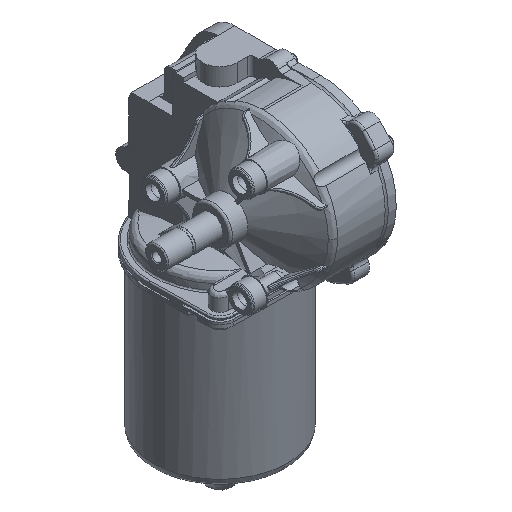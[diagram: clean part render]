
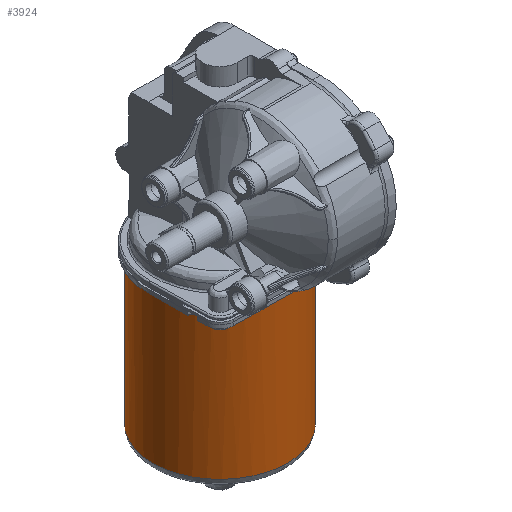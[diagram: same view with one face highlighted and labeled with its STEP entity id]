
A CAD part, isometric view. The second image highlights one B-rep face of the part: STEP entity #3924.
In plain terms, the highlighted cylindrical face has radius 29.599 mm (diameter 59.199 mm), a full revolution.
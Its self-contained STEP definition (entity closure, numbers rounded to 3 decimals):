
#3241 = EDGE_CURVE('',#3242,#3244,#3246,.T.);
#3242 = VERTEX_POINT('',#3243);
#3243 = CARTESIAN_POINT('',(24.999,60.6,-108.318
    ));
#3244 = VERTEX_POINT('',#3245);
#3245 = CARTESIAN_POINT('',(24.999,1.401,-108.318)
  );
#3246 = B_SPLINE_CURVE_WITH_KNOTS('',3,(#3247,#3248,#3249,#3250,#3251,
    #3252,#3253,#3254,#3255,#3256,#3257,#3258,#3259,#3260,#3261,#3262,
    #3263,#3264,#3265,#3266,#3267,#3268,#3269,#3270,#3271,#3272,#3273,
    #3274,#3275,#3276,#3277,#3278,#3279,#3280),.UNSPECIFIED.,.F.,.F.,(4,
    2,2,2,2,2,2,2,2,2,2,2,2,2,2,2,4),(0.,0.063,0.125,0.188,0.25,
    0.313,0.375,0.438,0.5,0.563,0.625,0.688,0.75,0.813,0.875,0.938
    ,1.),.UNSPECIFIED.);
#3247 = CARTESIAN_POINT('',(24.999,60.6,-108.318
    ));
#3248 = CARTESIAN_POINT('',(23.062,60.6,-108.318
    ));
#3249 = CARTESIAN_POINT('',(21.125,60.409,
    -108.318));
#3250 = CARTESIAN_POINT('',(17.325,59.653,
    -108.318));
#3251 = CARTESIAN_POINT('',(15.462,59.088,
    -108.318));
#3252 = CARTESIAN_POINT('',(11.882,57.606,
    -108.318));
#3253 = CARTESIAN_POINT('',(10.165,56.688,
    -108.318));
#3254 = CARTESIAN_POINT('',(6.944,54.535,
    -108.318));
#3255 = CARTESIAN_POINT('',(5.439,53.3,
    -108.318));
#3256 = CARTESIAN_POINT('',(2.699,50.561,
    -108.318));
#3257 = CARTESIAN_POINT('',(1.464,49.056,
    -108.318));
#3258 = CARTESIAN_POINT('',(-0.688,45.834,
    -108.318));
#3259 = CARTESIAN_POINT('',(-1.606,44.118,
    -108.318));
#3260 = CARTESIAN_POINT('',(-3.089,40.538,
    -108.318));
#3261 = CARTESIAN_POINT('',(-3.654,38.675,
    -108.318));
#3262 = CARTESIAN_POINT('',(-4.41,34.875,
    -108.318));
#3263 = CARTESIAN_POINT('',(-4.6,32.938,-108.318
    ));
#3264 = CARTESIAN_POINT('',(-4.6,29.063,-108.318
    ));
#3265 = CARTESIAN_POINT('',(-4.41,27.126,
    -108.318));
#3266 = CARTESIAN_POINT('',(-3.654,23.326,
    -108.318));
#3267 = CARTESIAN_POINT('',(-3.089,21.463,
    -108.318));
#3268 = CARTESIAN_POINT('',(-1.606,17.884,
    -108.318));
#3269 = CARTESIAN_POINT('',(-0.688,16.167,
    -108.318));
#3270 = CARTESIAN_POINT('',(1.464,12.945,
    -108.318));
#3271 = CARTESIAN_POINT('',(2.699,11.44,
    -108.318));
#3272 = CARTESIAN_POINT('',(5.439,8.701,-108.318
    ));
#3273 = CARTESIAN_POINT('',(6.944,7.466,-108.318
    ));
#3274 = CARTESIAN_POINT('',(10.165,5.313,
    -108.318));
#3275 = CARTESIAN_POINT('',(11.882,4.396,-108.318
    ));
#3276 = CARTESIAN_POINT('',(15.462,2.913,-108.318
    ));
#3277 = CARTESIAN_POINT('',(17.325,2.348,
    -108.318));
#3278 = CARTESIAN_POINT('',(21.125,1.592,
    -108.318));
#3279 = CARTESIAN_POINT('',(23.062,1.401,-108.318)
  );
#3280 = CARTESIAN_POINT('',(24.999,1.401,-108.318)
  );
#3282 = EDGE_CURVE('',#3244,#3242,#3283,.T.);
#3283 = B_SPLINE_CURVE_WITH_KNOTS('',3,(#3284,#3285,#3286,#3287,#3288,
    #3289,#3290,#3291,#3292,#3293,#3294,#3295,#3296,#3297,#3298,#3299,
    #3300,#3301,#3302,#3303,#3304,#3305,#3306,#3307,#3308,#3309,#3310,
    #3311,#3312,#3313,#3314,#3315,#3316,#3317),.UNSPECIFIED.,.F.,.F.,(4,
    2,2,2,2,2,2,2,2,2,2,2,2,2,2,2,4),(0.,0.063,0.125,0.188,0.25,
    0.313,0.375,0.438,0.5,0.563,0.625,0.688,0.75,0.813,0.875,0.938
    ,1.),.UNSPECIFIED.);
#3284 = CARTESIAN_POINT('',(24.999,1.401,-108.318)
  );
#3285 = CARTESIAN_POINT('',(26.936,1.401,-108.318)
  );
#3286 = CARTESIAN_POINT('',(28.874,1.592,
    -108.318));
#3287 = CARTESIAN_POINT('',(32.674,2.348,
    -108.318));
#3288 = CARTESIAN_POINT('',(34.537,2.913,-108.318
    ));
#3289 = CARTESIAN_POINT('',(38.116,4.396,-108.318
    ));
#3290 = CARTESIAN_POINT('',(39.833,5.313,
    -108.318));
#3291 = CARTESIAN_POINT('',(43.055,7.466,
    -108.318));
#3292 = CARTESIAN_POINT('',(44.559,8.701,
    -108.318));
#3293 = CARTESIAN_POINT('',(47.299,11.44,
    -108.318));
#3294 = CARTESIAN_POINT('',(48.534,12.945,
    -108.318));
#3295 = CARTESIAN_POINT('',(50.687,16.167,
    -108.318));
#3296 = CARTESIAN_POINT('',(51.604,17.884,
    -108.318));
#3297 = CARTESIAN_POINT('',(53.087,21.463,
    -108.318));
#3298 = CARTESIAN_POINT('',(53.652,23.326,
    -108.318));
#3299 = CARTESIAN_POINT('',(54.408,27.126,
    -108.318));
#3300 = CARTESIAN_POINT('',(54.599,29.063,-108.318
    ));
#3301 = CARTESIAN_POINT('',(54.599,32.938,-108.318
    ));
#3302 = CARTESIAN_POINT('',(54.408,34.875,
    -108.318));
#3303 = CARTESIAN_POINT('',(53.652,38.675,
    -108.318));
#3304 = CARTESIAN_POINT('',(53.087,40.538,
    -108.318));
#3305 = CARTESIAN_POINT('',(51.604,44.118,
    -108.318));
#3306 = CARTESIAN_POINT('',(50.687,45.834,
    -108.318));
#3307 = CARTESIAN_POINT('',(48.534,49.056,
    -108.318));
#3308 = CARTESIAN_POINT('',(47.299,50.561,
    -108.318));
#3309 = CARTESIAN_POINT('',(44.559,53.3,
    -108.318));
#3310 = CARTESIAN_POINT('',(43.055,54.535,
    -108.318));
#3311 = CARTESIAN_POINT('',(39.833,56.688,
    -108.318));
#3312 = CARTESIAN_POINT('',(38.116,57.606,
    -108.318));
#3313 = CARTESIAN_POINT('',(34.537,59.088,
    -108.318));
#3314 = CARTESIAN_POINT('',(32.674,59.653,
    -108.318));
#3315 = CARTESIAN_POINT('',(28.874,60.409,
    -108.318));
#3316 = CARTESIAN_POINT('',(26.936,60.6,-108.318
    ));
#3317 = CARTESIAN_POINT('',(24.999,60.6,-108.318
    ));
#3924 = ADVANCED_FACE('',(#3925),#3944,.T.);
#3925 = FACE_BOUND('',#3926,.T.);
#3926 = EDGE_LOOP('',(#3927,#3936,#3941,#3942,#3943));
#3927 = ORIENTED_EDGE('',*,*,#3928,.T.);
#3928 = EDGE_CURVE('',#3929,#3929,#3931,.T.);
#3929 = VERTEX_POINT('',#3930);
#3930 = CARTESIAN_POINT('',(24.999,1.401,-43.7));
#3931 = CIRCLE('',#3932,29.599);
#3932 = AXIS2_PLACEMENT_3D('',#3933,#3934,#3935);
#3933 = CARTESIAN_POINT('',(24.999,31.001,-43.7));
#3934 = DIRECTION('',(0.,0.,-1.));
#3935 = DIRECTION('',(0.,-1.,0.));
#3936 = ORIENTED_EDGE('',*,*,#3937,.F.);
#3937 = EDGE_CURVE('',#3244,#3929,#3938,.T.);
#3938 = B_SPLINE_CURVE_WITH_KNOTS('',1,(#3939,#3940),.UNSPECIFIED.,.F.,
  .F.,(2,2),(0.,64.618),.PIECEWISE_BEZIER_KNOTS.);
#3939 = CARTESIAN_POINT('',(24.999,1.401,-108.318));
#3940 = CARTESIAN_POINT('',(24.999,1.401,-43.7));
#3941 = ORIENTED_EDGE('',*,*,#3282,.T.);
#3942 = ORIENTED_EDGE('',*,*,#3241,.T.);
#3943 = ORIENTED_EDGE('',*,*,#3937,.T.);
#3944 = CYLINDRICAL_SURFACE('',#3945,29.599);
#3945 = AXIS2_PLACEMENT_3D('',#3946,#3947,#3948);
#3946 = CARTESIAN_POINT('',(24.999,31.001,-108.318));
#3947 = DIRECTION('',(0.,0.,1.));
#3948 = DIRECTION('',(1.,0.,-0.));
